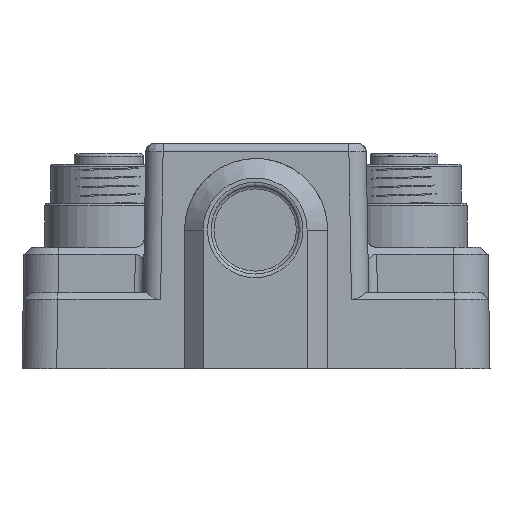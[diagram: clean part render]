
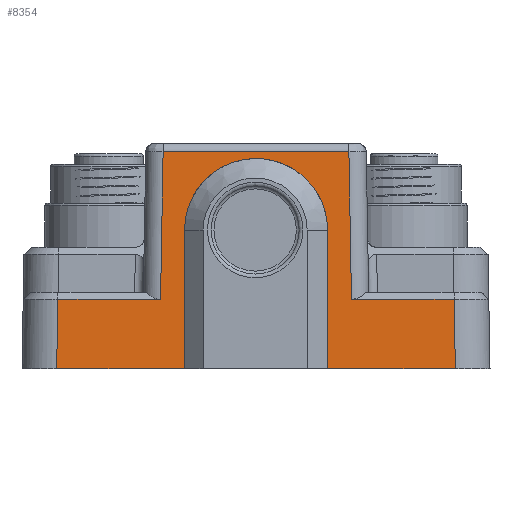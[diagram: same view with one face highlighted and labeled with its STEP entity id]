
A CAD part, left-side view. The second image highlights one B-rep face of the part: STEP entity #8354.
In plain terms, the highlighted planar face has unit normal (-1, 0, 0.018).
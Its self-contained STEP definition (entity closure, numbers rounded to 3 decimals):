
#6115=B_SPLINE_CURVE_WITH_KNOTS('',3,(#83359,#83360,#83361,#83362,#83363,
#83364,#83365,#83366,#83367,#83368),.UNSPECIFIED.,.F.,.F.,(4,2,2,2,4),(0.,
0.25,0.5,0.75,1.),.UNSPECIFIED.);
#8354=ADVANCED_FACE('',(#11546),#9753,.T.);
#9753=PLANE('',#44286);
#11546=FACE_OUTER_BOUND('',#14299,.T.);
#14299=EDGE_LOOP('',(#24743,#24744,#24745,#24746,#24747,#24748,#24749,#24750,
#24751,#24752,#24753,#24754));
#24743=ORIENTED_EDGE('',*,*,#31004,.T.);
#24744=ORIENTED_EDGE('',*,*,#35854,.T.);
#24745=ORIENTED_EDGE('',*,*,#35855,.T.);
#24746=ORIENTED_EDGE('',*,*,#35756,.F.);
#24747=ORIENTED_EDGE('',*,*,#35856,.F.);
#24748=ORIENTED_EDGE('',*,*,#35726,.F.);
#24749=ORIENTED_EDGE('',*,*,#35853,.T.);
#24750=ORIENTED_EDGE('',*,*,#35857,.F.);
#24751=ORIENTED_EDGE('',*,*,#30996,.T.);
#24752=ORIENTED_EDGE('',*,*,#35858,.F.);
#24753=ORIENTED_EDGE('',*,*,#35859,.T.);
#24754=ORIENTED_EDGE('',*,*,#35860,.F.);
#26946=VERTEX_POINT('',#55403);
#26947=VERTEX_POINT('',#55405);
#26954=VERTEX_POINT('',#55445);
#26955=VERTEX_POINT('',#55447);
#30169=VERTEX_POINT('',#82955);
#30170=VERTEX_POINT('',#82957);
#30193=VERTEX_POINT('',#83061);
#30194=VERTEX_POINT('',#83063);
#30247=VERTEX_POINT('',#83349);
#30248=VERTEX_POINT('',#83353);
#30249=VERTEX_POINT('',#83358);
#30250=VERTEX_POINT('',#83369);
#30996=EDGE_CURVE('',#26947,#26946,#36848,.T.);
#31004=EDGE_CURVE('',#26955,#26954,#36852,.T.);
#35726=EDGE_CURVE('',#30169,#30170,#38619,.T.);
#35756=EDGE_CURVE('',#30193,#30194,#38633,.T.);
#35853=EDGE_CURVE('',#30169,#30247,#38702,.T.);
#35854=EDGE_CURVE('',#26954,#30248,#38703,.T.);
#35855=EDGE_CURVE('',#30248,#30194,#38704,.T.);
#35856=EDGE_CURVE('',#30170,#30193,#38705,.T.);
#35857=EDGE_CURVE('',#26947,#30247,#38706,.T.);
#35858=EDGE_CURVE('',#30249,#26946,#38707,.T.);
#35859=EDGE_CURVE('',#30249,#30250,#6115,.T.);
#35860=EDGE_CURVE('',#26955,#30250,#38708,.T.);
#36848=LINE('',#55404,#39124);
#36852=LINE('',#55446,#39128);
#38619=LINE('',#82956,#40895);
#38633=LINE('',#83062,#40909);
#38702=LINE('',#83350,#40978);
#38703=LINE('',#83352,#40979);
#38704=LINE('',#83354,#40980);
#38705=LINE('',#83355,#40981);
#38706=LINE('',#83356,#40982);
#38707=LINE('',#83357,#40983);
#38708=LINE('',#83370,#40984);
#39124=VECTOR('',#45303,1.);
#39128=VECTOR('',#45311,1.);
#40895=VECTOR('',#52810,1.);
#40909=VECTOR('',#52848,1.);
#40978=VECTOR('',#53019,1.);
#40979=VECTOR('',#53022,1.);
#40980=VECTOR('',#53023,1.);
#40981=VECTOR('',#53024,1.);
#40982=VECTOR('',#53025,1.);
#40983=VECTOR('',#53026,1.);
#40984=VECTOR('',#53027,1.);
#44286=AXIS2_PLACEMENT_3D('',#83371,#53028,#53029);
#45303=DIRECTION('',(0.,-1.,0.));
#45311=DIRECTION('',(0.,-1.,0.));
#52810=DIRECTION('',(0.017,-0.017,1.));
#52848=DIRECTION('',(-0.017,-0.017,-1.));
#53019=DIRECTION('',(0.,1.,0.));
#53022=DIRECTION('',(0.017,0.017,1.));
#53023=DIRECTION('',(0.,1.,0.));
#53024=DIRECTION('',(0.,-1.,0.));
#53025=DIRECTION('',(0.017,-0.017,1.));
#53026=DIRECTION('',(-0.017,0.,-1.));
#53027=DIRECTION('',(0.017,0.,1.));
#53028=DIRECTION('',(-1.,0.,0.017));
#53029=DIRECTION('',(0.,1.,0.));
#55403=CARTESIAN_POINT('',(-78.969,8.25,-12.904));
#55404=CARTESIAN_POINT('',(-78.969,23.001,-12.904));
#55405=CARTESIAN_POINT('',(-78.969,23.001,-12.904));
#55445=CARTESIAN_POINT('',(-78.969,-23.001,-12.904));
#55446=CARTESIAN_POINT('',(-78.969,-8.25,-12.904));
#55447=CARTESIAN_POINT('',(-78.969,-8.25,-12.904));
#82955=CARTESIAN_POINT('',(-78.83,11.014,-4.904));
#82956=CARTESIAN_POINT('',(-78.83,11.014,-4.904));
#82957=CARTESIAN_POINT('',(-78.533,10.717,12.113));
#83061=CARTESIAN_POINT('',(-78.533,-10.717,12.113));
#83062=CARTESIAN_POINT('',(-78.533,-10.717,12.113));
#83063=CARTESIAN_POINT('',(-78.83,-11.014,-4.904));
#83349=CARTESIAN_POINT('',(-78.83,22.861,-4.904));
#83350=CARTESIAN_POINT('',(-78.83,11.014,-4.904));
#83352=CARTESIAN_POINT('',(-78.969,-23.001,-12.904));
#83353=CARTESIAN_POINT('',(-78.83,-22.861,-4.904));
#83354=CARTESIAN_POINT('',(-78.83,-22.861,-4.904));
#83355=CARTESIAN_POINT('',(-78.533,10.717,12.113));
#83356=CARTESIAN_POINT('',(-78.969,23.001,-12.904));
#83357=CARTESIAN_POINT('',(-78.69,8.25,3.115));
#83358=CARTESIAN_POINT('',(-78.69,8.25,3.115));
#83359=CARTESIAN_POINT('',(-78.69,8.25,3.115));
#83360=CARTESIAN_POINT('',(-78.652,8.245,5.279));
#83361=CARTESIAN_POINT('',(-78.615,7.352,7.413));
#83362=CARTESIAN_POINT('',(-78.562,4.301,10.46));
#83363=CARTESIAN_POINT('',(-78.546,2.159,11.345));
#83364=CARTESIAN_POINT('',(-78.546,-2.159,11.347));
#83365=CARTESIAN_POINT('',(-78.561,-4.291,10.467));
#83366=CARTESIAN_POINT('',(-78.615,-7.362,7.406));
#83367=CARTESIAN_POINT('',(-78.652,-8.245,5.289));
#83368=CARTESIAN_POINT('',(-78.69,-8.25,3.115));
#83369=CARTESIAN_POINT('',(-78.69,-8.25,3.115));
#83370=CARTESIAN_POINT('',(-78.969,-8.25,-12.904));
#83371=CARTESIAN_POINT('',(-78.969,29.172,-12.904));
